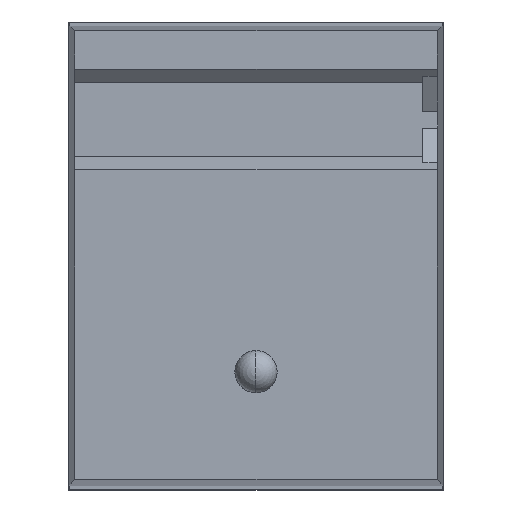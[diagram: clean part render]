
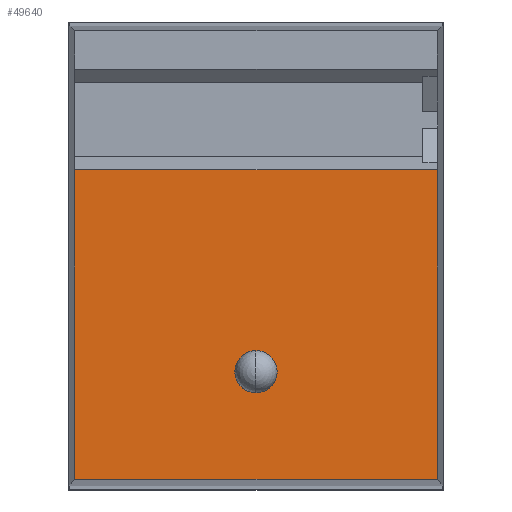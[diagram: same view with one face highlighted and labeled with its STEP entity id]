
A CAD part, top view. The second image highlights one B-rep face of the part: STEP entity #49640.
In plain terms, the highlighted face is planar.
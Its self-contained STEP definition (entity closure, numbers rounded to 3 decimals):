
#36640=CARTESIAN_POINT('',(-13.302,33.765,26.121));
#36650=VERTEX_POINT('',#36640);
#36960=CARTESIAN_POINT('',(-13.302,33.765,0.379))
;
#36970=VERTEX_POINT('',#36960);
#37000=CARTESIAN_POINT('',(-13.302,33.765,7.1));
#37010=DIRECTION('',(0.,0.,1.));
#37020=VECTOR('',#37010,1.);
#37030=LINE('',#37000,#37020);
#37040=EDGE_CURVE('',#36970,#36650,#37030,.T.);
#39100=CARTESIAN_POINT('',(-23.524,33.765,26.121));
#39110=DIRECTION('',(-1.,0.,0.));
#39120=VECTOR('',#39110,1.);
#39130=LINE('',#39100,#39120);
#39560=CARTESIAN_POINT('',(8.647,33.765,26.121));
#39570=VERTEX_POINT('',#39560);
#39580=EDGE_CURVE('',#39570,#36650,#39130,.T.);
#39970=CARTESIAN_POINT('',(8.647,33.765,7.1));
#39980=DIRECTION('',(0.,0.,1.));
#39990=VECTOR('',#39980,1.);
#40000=LINE('',#39970,#39990);
#40010=CARTESIAN_POINT('',(8.647,33.765,0.379));
#40020=VERTEX_POINT('',#40010);
#40030=EDGE_CURVE('',#40020,#39570,#40000,.T.);
#47220=CARTESIAN_POINT('',(-23.524,33.765,0.379));
#47230=DIRECTION('',(-1.,0.,0.));
#47240=VECTOR('',#47230,1.);
#47250=LINE('',#47220,#47240);
#47260=EDGE_CURVE('',#40020,#36970,#47250,.T.);
#49050=CARTESIAN_POINT('',(-23.572,33.765,19.425));
#49060=DIRECTION('',(-0.,-1.,-0.));
#49070=DIRECTION('',(-1.,0.,0.));
#49080=AXIS2_PLACEMENT_3D('',#49050,#49060,#49070);
#49090=PLANE('',#49080);
#49430=CARTESIAN_POINT('',(1.026,33.765,13.25));
#49440=DIRECTION('',(0.,1.,0.));
#49450=DIRECTION('',(1.,0.,0.));
#49460=AXIS2_PLACEMENT_3D('',#49430,#49440,#49450);
#49470=CIRCLE('',#49460,1.5);
#49480=CARTESIAN_POINT('',(2.526,33.765,13.25));
#49490=VERTEX_POINT('',#49480);
#49500=CARTESIAN_POINT('',(-0.474,33.765,13.25))
;
#49510=VERTEX_POINT('',#49500);
#49520=EDGE_CURVE('',#49490,#49510,#49470,.T.);
#49530=ORIENTED_EDGE('',*,*,#49520,.F.);
#49540=EDGE_CURVE('',#49510,#49490,#49470,.T.);
#49550=ORIENTED_EDGE('',*,*,#49540,.F.);
#49560=EDGE_LOOP('',(#49550,#49530));
#49570=FACE_BOUND('',#49560,.T.);
#49580=ORIENTED_EDGE('',*,*,#39580,.F.);
#49590=ORIENTED_EDGE('',*,*,#37040,.T.);
#49600=ORIENTED_EDGE('',*,*,#47260,.T.);
#49610=ORIENTED_EDGE('',*,*,#40030,.F.);
#49620=EDGE_LOOP('',(#49610,#49600,#49590,#49580));
#49630=FACE_OUTER_BOUND('',#49620,.T.);
#49640=ADVANCED_FACE('',(#49570,#49630),#49090,.F.);
